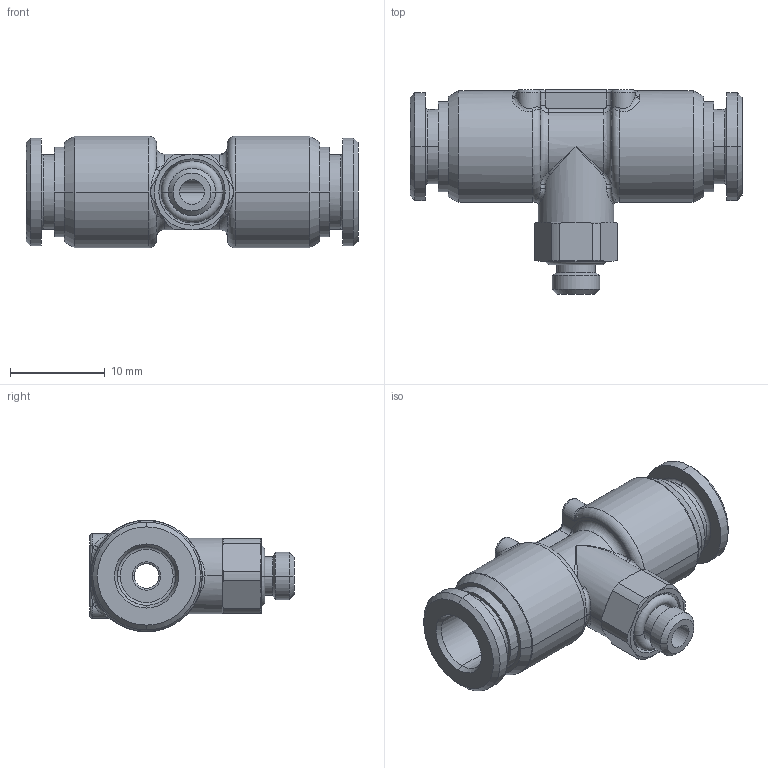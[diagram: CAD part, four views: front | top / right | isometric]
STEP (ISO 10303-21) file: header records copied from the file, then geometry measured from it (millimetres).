
FILE_DESCRIPTION(( 'MXM.21.06.M5.stp' ), '1');
FILE_NAME( 'MXM.21.06.M5.stp', '2018-09-04T16:08:34',( 'Sopra'),('sopra-pneumatic.com'), 'SwSTEP 2.0','SolidWorks 2009','' );
FILE_SCHEMA(('CONFIG_CONTROL_DESIGN'));
Length unit declared in the file: millimetre
Products named in the file (1): 384306B_921X4M-6FF-M5
Bounding box: 35.1 x 21.6 x 11.8 mm (x, y, z)
Volume: 2584.3 mm3; surface area: 2992.7 mm2
Topology: 2 solids, 2 shells, 240 faces, 565 edges, 332 vertices
Faces by surface type: cylinder 80, torus 46, plane 42, cone 40, bspline 28, sphere 4
Entity records: 9315 total; most frequent: CARTESIAN_POINT 3853, DIRECTION 1185, ORIENTED_EDGE 1130, EDGE_CURVE 565, AXIS2_PLACEMENT_3D 514, VERTEX_POINT 332, CIRCLE 302, EDGE_LOOP 257
